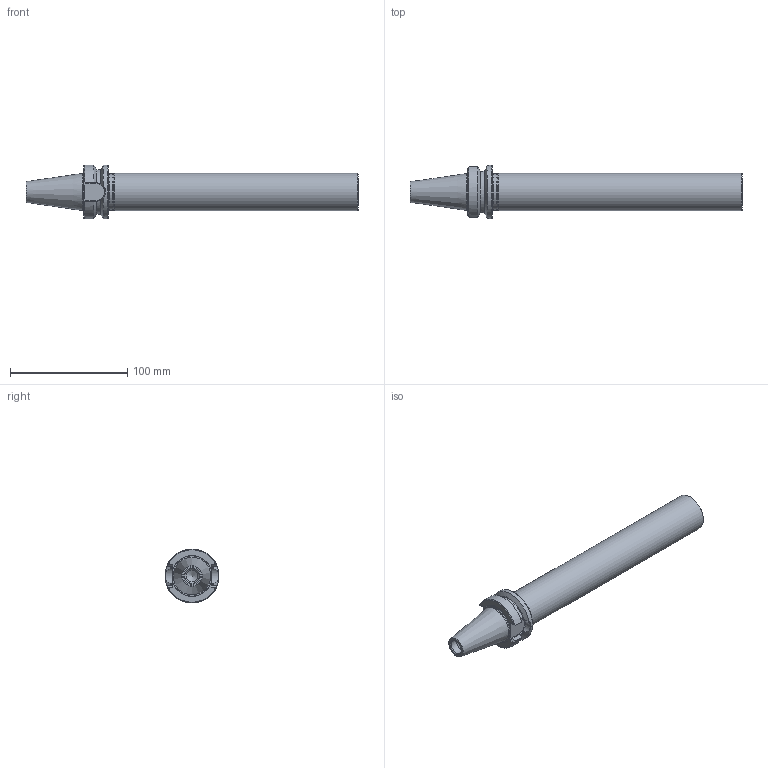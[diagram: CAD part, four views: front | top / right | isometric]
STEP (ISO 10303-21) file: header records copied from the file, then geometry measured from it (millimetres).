
FILE_DESCRIPTION(/* description */ ('Unknown'),/* implementation_level */ '2;1');
FILE_NAME(/* name */ '755130600',/* time_stamp */ '2022-06-13T14:30:11+02:00',/* author */ ('Unknown'),/* organization */ ('Unknown'),/* preprocessor_version */ 'ST-DEVELOPER v16.7',/* originating_system */ 'DEX',/* authorisation */ $);
FILE_SCHEMA (('AUTOMOTIVE_DESIGN {1 0 10303 214 3 1 1}'));
Length unit declared in the file: millimetre
Products named in the file (1): 0026161
Bounding box: 283.4 x 46 x 46 mm (x, y, z)
Volume: 195145.2 mm3; surface area: 39548.6 mm2
Topology: 1 solids, 1 shells, 93 faces, 242 edges, 153 vertices
Faces by surface type: plane 32, cone 25, cylinder 19, torus 11, bspline 6
Full cylindrical faces by diameter (mm): 10.086 x1, 10.106 x1, 12.5 x1, 15 x1, 15.5 x1, 31.15 x1, 31.4 x1, 32 x1, 46 x1
Entity records: 3461 total; most frequent: CARTESIAN_POINT 778, ORIENTED_EDGE 406, DIRECTION 392, EDGE_CURVE 203, AXIS2_PLACEMENT_3D 169, VERTEX_POINT 143, FACE_BOUND 124, EDGE_LOOP 122
